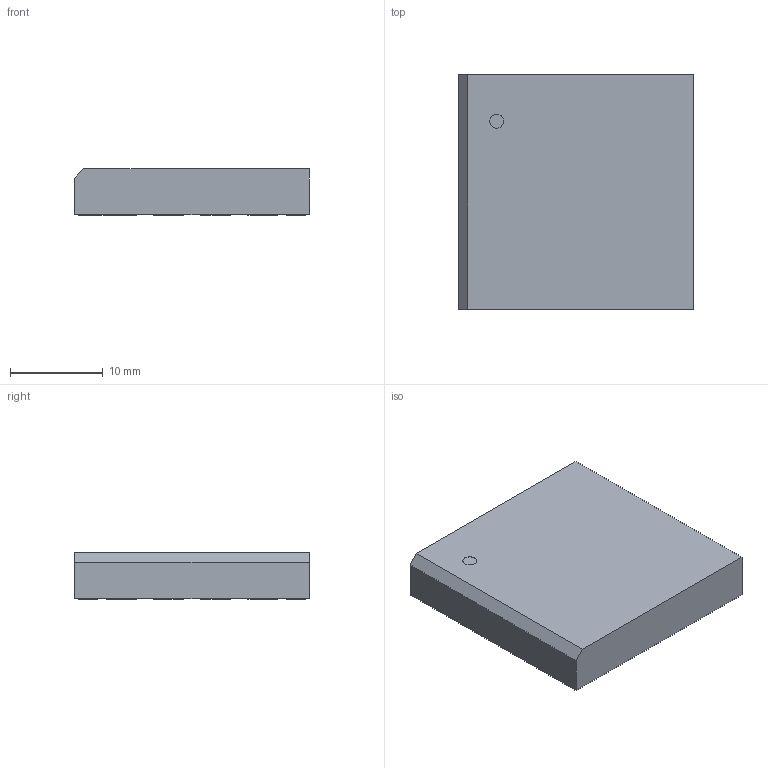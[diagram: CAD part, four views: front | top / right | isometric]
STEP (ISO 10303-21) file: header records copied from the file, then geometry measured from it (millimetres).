
FILE_DESCRIPTION(/* description */ (''),/* implementation_level */ '2;1');
FILE_NAME(/* name */ 'PICOR_QPI-5 LGA.stp',/* time_stamp */ '2015-02-26T13:14:45+01:00',/* author */ ('admchouv'),/* organization */ (''),/* preprocessor_version */ 'ST-DEVELOPER v15.5',/* originating_system */ 'AutoCAD Mechanical',/* authorisation */ '');
FILE_SCHEMA (('AUTOMOTIVE_DESIGN { 1 0 10303 214 3 1 1 }'));
Length unit declared in the file: millimetre
Products named in the file (1): Product
Bounding box: 25.3 x 25.3 x 5 mm (x, y, z)
Surface area: 3305.2 mm2
Topology: 19 solids, 19 shells, 119 faces, 240 edges, 160 vertices
Faces by surface type: plane 113, cylinder 6
Full cylindrical faces by diameter (mm): 1.5 x2
Entity records: 3064 total; most frequent: CARTESIAN_POINT 518, DIRECTION 490, ORIENTED_EDGE 476, EDGE_CURVE 238, LINE 226, VECTOR 226, VERTEX_POINT 160, AXIS2_PLACEMENT_3D 132
